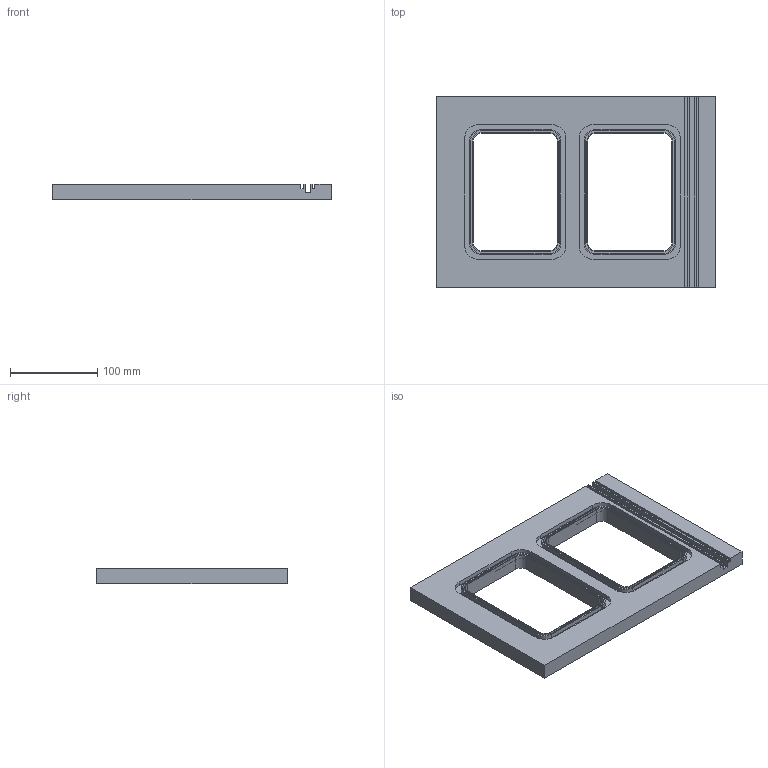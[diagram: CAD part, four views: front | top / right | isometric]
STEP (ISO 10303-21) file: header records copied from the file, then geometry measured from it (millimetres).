
FILE_DESCRIPTION(('STEP AP203'), '1');
FILE_NAME('ôîðìà', '', ('UNSPECIFIED'), ('UNSPECIFIED'), 'ASCON STEP Converter 1.3', 'ASCON Math Kernel', '');
FILE_SCHEMA(('CONFIG_CONTROL_DESIGN'));
Length unit declared in the file: millimetre
Bounding box: 319 x 218 x 18 mm (x, y, z)
Volume: 728775.1 mm3; surface area: 152305.8 mm2
Topology: 1 solids, 1 shells, 116 faces, 303 edges, 202 vertices
Faces by surface type: plane 71, cylinder 45
Full cylindrical faces by diameter (mm): 9.6 x5
Entity records: 4527 total; most frequent: DIRECTION 622, CARTESIAN_POINT 617, ORIENTED_EDGE 596, EDGE_CURVE 298, LINE 208, VECTOR 208, AXIS2_PLACEMENT_3D 207, VERTEX_POINT 202
